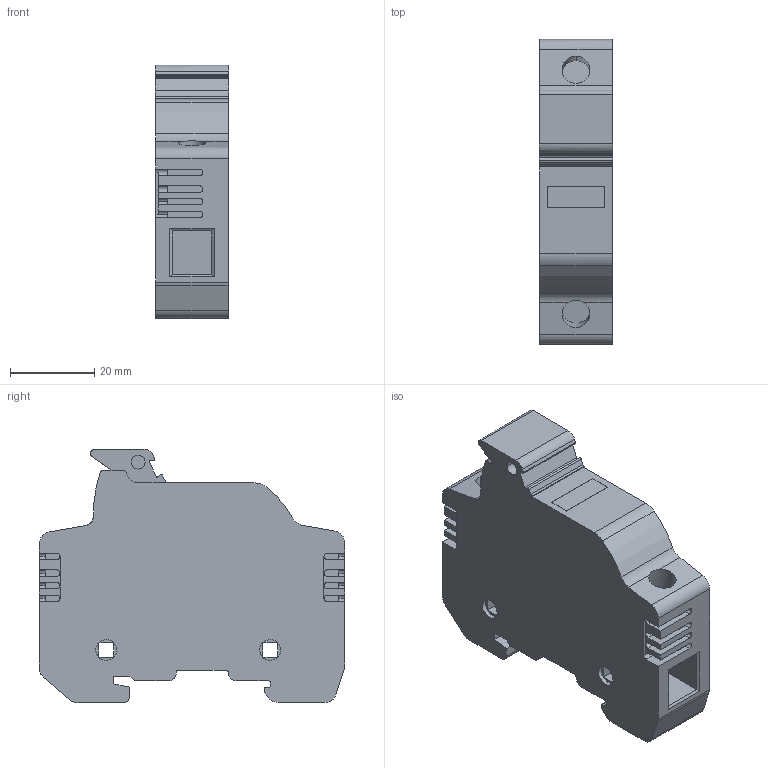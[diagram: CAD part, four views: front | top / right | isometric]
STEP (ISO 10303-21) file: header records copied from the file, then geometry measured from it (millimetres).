
FILE_DESCRIPTION(('CATIA V5 STEP Exchange','CAx-IF Rec.Pracs.--- Model Styling and Organization---1.4--- 2014-01-23'),'2;1');
FILE_NAME ('D1574606_0_2827950000_S3D_FUSEHOLDER_WSFH_10X38_1KV_LED.stp','2023-05-17T09:39:12+00:00',('none'),('Weidmueller'),'CATIA Version 5-6 Release 2016 SP3 HF44','CATIA V5 STEP AP214','none');
FILE_SCHEMA(('AUTOMOTIVE_DESIGN { 1 0 10303 214 1 1 1 1 }'));
Length unit declared in the file: millimetre
Products named in the file (1): S3D_FUSEHOLDER_WSFH_10X38_1KV_LED
Bounding box: 17.5 x 72.6 x 60.3 mm (x, y, z)
Volume: 54282 mm3; surface area: 13861.3 mm2
Topology: 2 solids, 2 shells, 249 faces, 693 edges, 457 vertices
Faces by surface type: plane 143, cylinder 101, extrusion 5
Entity records: 8007 total; most frequent: CARTESIAN_POINT 1803, ORIENTED_EDGE 1386, DIRECTION 949, EDGE_CURVE 693, VERTEX_POINT 457, VECTOR 402, LINE 397, AXIS2_PLACEMENT_3D 359
